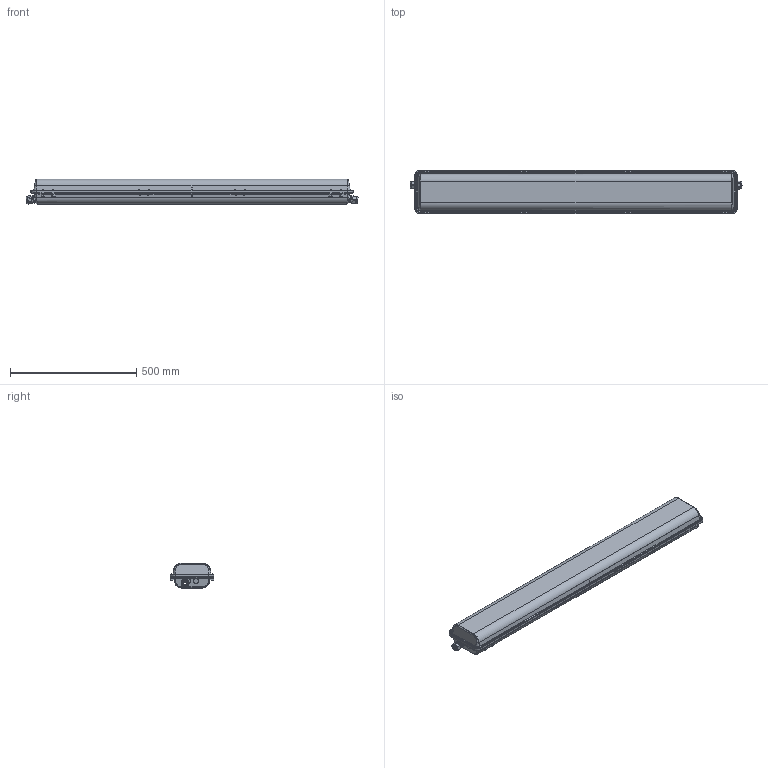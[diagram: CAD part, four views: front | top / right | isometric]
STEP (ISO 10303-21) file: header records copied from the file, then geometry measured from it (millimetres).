
FILE_DESCRIPTION (( 'STEP AP214' ), '1' );
FILE_NAME ('PRACHT_GECKO_1277mm_3D.STEP', '2024-12-04T13:36:05', ( '' ), ( '' ), 'SwSTEP 2.0', 'SolidWorks 2023', '' );
FILE_SCHEMA (( 'AUTOMOTIVE_DESIGN' ));
Length unit declared in the file: millimetre
Products named in the file (6): WL0300_002005_Gehäuse 1200; WL0300_000002_Wanne 1200; PRACHT_GECKO_1277mm_3D; EX07263_EX-Verschlussschraube M25 EVSG 25; EX07259_WISKA ESKE-1-e-25-RAL9005; WL0300_002000_Gehäuse vormontiert_04_4ft für externe Verwendung
Assembly tree (6 placements, depth 3):
  PRACHT_GECKO_1277mm_3D
    WL0300_002000_Gehäuse vormontiert_04_4ft für externe Verwendung
      WL0300_002005_Gehäuse 1200
    WL0300_000002_Wanne 1200
    EX07259_WISKA ESKE-1-e-25-RAL9005  x2
    EX07263_EX-Verschlussschraube M25 EVSG 25
Bounding box: 1314.86 x 172.72 x 101.82 mm (x, y, z)
Volume: 1736359.2 mm3; surface area: 1326008.7 mm2
Topology: 5 solids, 6 shells, 3125 faces, 7150 edges, 4121 vertices
Faces by surface type: cylinder 1104, bspline 883, plane 634, cone 227, torus 154, sphere 123
Entity records: 147174 total; most frequent: CARTESIAN_POINT 86796, ORIENTED_EDGE 13652, DIRECTION 11052, EDGE_CURVE 6826, AXIS2_PLACEMENT_3D 4281, VERTEX_POINT 3913, EDGE_LOOP 3087, ADVANCED_FACE 2997
